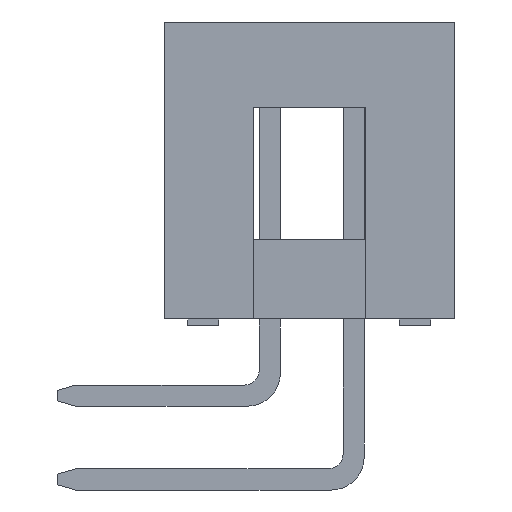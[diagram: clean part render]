
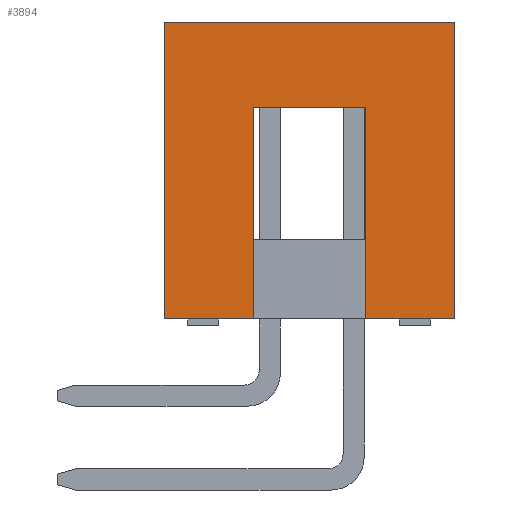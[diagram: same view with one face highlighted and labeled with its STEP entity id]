
A CAD part, left-side view. The second image highlights one B-rep face of the part: STEP entity #3894.
In plain terms, the highlighted planar face has unit normal (-1, 0, 0).
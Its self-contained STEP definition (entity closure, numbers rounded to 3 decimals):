
#3894=ADVANCED_FACE('',(#11064),#11065,.F.);
#4098=EDGE_CURVE('',#8772,#4734,#11285,.T.);
#4240=EDGE_CURVE('',#7762,#4734,#11476,.T.);
#4734=VERTEX_POINT('',#12041);
#4950=EDGE_CURVE('',#8214,#6672,#12272,.T.);
#5538=VERTEX_POINT('',#12923);
#5610=VERTEX_POINT('',#13000);
#6158=EDGE_CURVE('',#5538,#7764,#13598,.T.);
#6438=EDGE_CURVE('',#8214,#7764,#13910,.T.);
#6500=EDGE_CURVE('',#5610,#7762,#13977,.T.);
#6510=EDGE_CURVE('',#6672,#8772,#13988,.T.);
#6580=EDGE_CURVE('',#5538,#5610,#14067,.T.);
#6672=VERTEX_POINT('',#14166);
#7762=VERTEX_POINT('',#15352);
#7764=VERTEX_POINT('',#15354);
#8214=VERTEX_POINT('',#15849);
#8772=VERTEX_POINT('',#16465);
#11064=FACE_OUTER_BOUND('',#19073,.T.);
#11065=PLANE('',#19074);
#11285=LINE('',#19405,#19406);
#11476=LINE('',#19665,#19666);
#12041=CARTESIAN_POINT('',(-25.4,-1.7,0.0));
#12272=LINE('',#20788,#20789);
#12923=CARTESIAN_POINT('',(-25.4,4.4,9.0));
#13000=CARTESIAN_POINT('',(-25.4,-4.4,9.0));
#13598=LINE('',#22654,#22655);
#13910=LINE('',#23102,#23103);
#13977=LINE('',#23202,#23203);
#13988=LINE('',#23219,#23220);
#14067=LINE('',#23324,#23325);
#14166=CARTESIAN_POINT('',(-25.4,1.7,6.4));
#15352=CARTESIAN_POINT('',(-25.4,-4.4,0.0));
#15354=CARTESIAN_POINT('',(-25.4,4.4,0.0));
#15849=CARTESIAN_POINT('',(-25.4,1.7,0.0));
#16465=CARTESIAN_POINT('',(-25.4,-1.7,6.4));
#19073=EDGE_LOOP('',(#30094,#30095,#30096,#30097,#30098,#30099,#30100,#30101));
#19074=AXIS2_PLACEMENT_3D('',#30102,#30103,#30104);
#19405=CARTESIAN_POINT('',(-25.4,-1.7,3.825));
#19406=VECTOR('',#30313,1.0);
#19665=CARTESIAN_POINT('',(-25.4,0.0,0.0));
#19666=VECTOR('',#30603,1.0);
#20788=CARTESIAN_POINT('',(-25.4,1.7,3.825));
#20789=VECTOR('',#31423,1.0);
#22654=CARTESIAN_POINT('',(-25.4,4.4,4.5));
#22655=VECTOR('',#32809,1.0);
#23102=CARTESIAN_POINT('',(-25.4,0.0,0.0));
#23103=VECTOR('',#33167,1.0);
#23202=CARTESIAN_POINT('',(-25.4,-4.4,4.5));
#23203=VECTOR('',#33228,1.0);
#23219=CARTESIAN_POINT('',(-25.4,0.0,6.4));
#23220=VECTOR('',#33241,1.0);
#23324=CARTESIAN_POINT('',(-25.4,0.0,9.0));
#23325=VECTOR('',#33332,1.0);
#30094=ORIENTED_EDGE('',*,*,#4098,.T.);
#30095=ORIENTED_EDGE('',*,*,#4240,.F.);
#30096=ORIENTED_EDGE('',*,*,#6500,.F.);
#30097=ORIENTED_EDGE('',*,*,#6580,.F.);
#30098=ORIENTED_EDGE('',*,*,#6158,.T.);
#30099=ORIENTED_EDGE('',*,*,#6438,.F.);
#30100=ORIENTED_EDGE('',*,*,#4950,.T.);
#30101=ORIENTED_EDGE('',*,*,#6510,.T.);
#30102=CARTESIAN_POINT('',(-25.4,0.0,4.5));
#30103=DIRECTION('',(1.0,0.0,0.0));
#30104=DIRECTION('',(0.0,0.0,-1.0));
#30313=DIRECTION('',(0.0,0.0,-1.0));
#30603=DIRECTION('',(0.0,1.0,0.0));
#31423=DIRECTION('',(-0.0,0.0,1.0));
#32809=DIRECTION('',(0.0,0.0,-1.0));
#33167=DIRECTION('',(0.0,1.0,0.0));
#33228=DIRECTION('',(0.0,0.0,-1.0));
#33241=DIRECTION('',(0.0,-1.0,0.0));
#33332=DIRECTION('',(0.0,-1.0,0.0));
